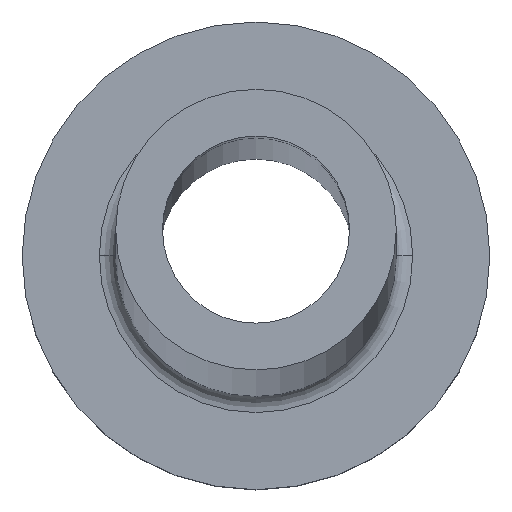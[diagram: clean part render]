
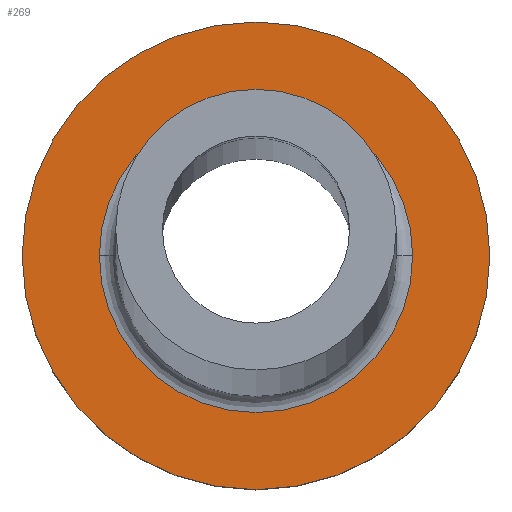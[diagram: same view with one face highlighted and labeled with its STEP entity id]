
A CAD part, top view. The second image highlights one B-rep face of the part: STEP entity #269.
In plain terms, the highlighted planar face has unit normal (0, 0, 1).
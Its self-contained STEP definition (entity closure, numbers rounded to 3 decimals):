
#5 = AXIS2_PLACEMENT_3D ( 'NONE', #193, #288, #90 ) ;
#8 = FACE_OUTER_BOUND ( 'NONE', #334, .T. ) ;
#21 = AXIS2_PLACEMENT_3D ( 'NONE', #271, #104, #226 ) ;
#45 = CARTESIAN_POINT ( 'NONE',  ( -6.7, 0., 7. ) ) ;
#49 = CARTESIAN_POINT ( 'NONE',  ( 6.7, 0., 7. ) ) ;
#51 = FACE_BOUND ( 'NONE', #217, .T. ) ;
#52 = VERTEX_POINT ( 'NONE', #438 ) ;
#65 = AXIS2_PLACEMENT_3D ( 'NONE', #379, #114, #347 ) ;
#75 = DIRECTION ( 'NONE',  ( 0., 0., -1. ) ) ;
#78 = ORIENTED_EDGE ( 'NONE', *, *, #198, .T. ) ;
#90 = DIRECTION ( 'NONE',  ( 1., 0., 0. ) ) ;
#97 = DIRECTION ( 'NONE',  ( 1., 0., 0. ) ) ;
#104 = DIRECTION ( 'NONE',  ( 0., 0., -1. ) ) ;
#110 = ORIENTED_EDGE ( 'NONE', *, *, #116, .T. ) ;
#111 = AXIS2_PLACEMENT_3D ( 'NONE', #333, #138, #97 ) ;
#114 = DIRECTION ( 'NONE',  ( 0., 0., 1. ) ) ;
#116 = EDGE_CURVE ( 'NONE', #157, #52, #381, .T. ) ;
#138 = DIRECTION ( 'NONE',  ( 0., 0., 1. ) ) ;
#157 = VERTEX_POINT ( 'NONE', #414 ) ;
#164 = PLANE ( 'NONE',  #5 ) ;
#175 = EDGE_CURVE ( 'NONE', #295, #282, #199, .T. ) ;
#186 = EDGE_CURVE ( 'NONE', #52, #157, #338, .T. ) ;
#190 = CIRCLE ( 'NONE', #21, 6.7 ) ;
#191 = ORIENTED_EDGE ( 'NONE', *, *, #175, .T. ) ;
#193 = CARTESIAN_POINT ( 'NONE',  ( 0., 0., 7. ) ) ;
#198 = EDGE_CURVE ( 'NONE', #282, #295, #190, .T. ) ;
#199 = CIRCLE ( 'NONE', #426, 6.7 ) ;
#213 = DIRECTION ( 'NONE',  ( 1., 0., 0. ) ) ;
#217 = EDGE_LOOP ( 'NONE', ( #191, #78 ) ) ;
#226 = DIRECTION ( 'NONE',  ( 1., 0., 0. ) ) ;
#269 = ADVANCED_FACE ( 'NONE', ( #51, #8 ), #164, .T. ) ;
#271 = CARTESIAN_POINT ( 'NONE',  ( 0., 0., 7. ) ) ;
#282 = VERTEX_POINT ( 'NONE', #45 ) ;
#288 = DIRECTION ( 'NONE',  ( 0., 0., 1. ) ) ;
#295 = VERTEX_POINT ( 'NONE', #49 ) ;
#333 = CARTESIAN_POINT ( 'NONE',  ( 0., 0., 7. ) ) ;
#334 = EDGE_LOOP ( 'NONE', ( #419, #110 ) ) ;
#338 = CIRCLE ( 'NONE', #65, 10. ) ;
#347 = DIRECTION ( 'NONE',  ( 1., 0., 0. ) ) ;
#379 = CARTESIAN_POINT ( 'NONE',  ( 0., 0., 7. ) ) ;
#381 = CIRCLE ( 'NONE', #111, 10. ) ;
#411 = CARTESIAN_POINT ( 'NONE',  ( 0., 0., 7. ) ) ;
#414 = CARTESIAN_POINT ( 'NONE',  ( 10., 0., 7. ) ) ;
#419 = ORIENTED_EDGE ( 'NONE', *, *, #186, .T. ) ;
#426 = AXIS2_PLACEMENT_3D ( 'NONE', #411, #75, #213 ) ;
#438 = CARTESIAN_POINT ( 'NONE',  ( -10., 0., 7. ) ) ;
